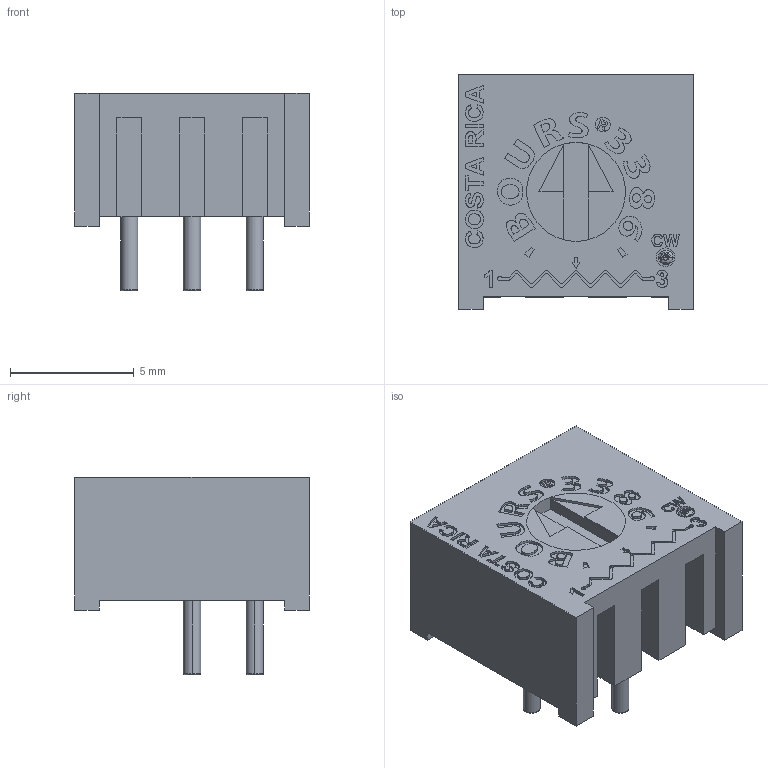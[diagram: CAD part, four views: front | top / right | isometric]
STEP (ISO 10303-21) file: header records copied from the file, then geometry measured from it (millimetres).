
FILE_DESCRIPTION(('FreeCAD Model'),'2;1');
FILE_NAME('Open CASCADE Shape Model','2024-10-21T11:52:40',(''),(''), 'Open CASCADE STEP processor 7.6','FreeCAD','Unknown');
FILE_SCHEMA(('AUTOMOTIVE_DESIGN { 1 0 10303 214 1 1 1 1 }'));
Length unit declared in the file: millimetre
Products named in the file (1): 3386P
Bounding box: 9.5 x 9.5 x 8 mm (x, y, z)
Volume: 419.4 mm3; surface area: 444.4 mm2
Topology: 1 solids, 1 shells, 609 faces, 1636 edges, 1086 vertices
Faces by surface type: plane 338, bspline 222, cylinder 41, torus 6, revolution 2
Entity records: 34900 total; most frequent: CARTESIAN_POINT 16782, ORIENTED_EDGE 3272, DIRECTION 2068, EDGE_CURVE 1636, LINE 1090, VECTOR 1090, VERTEX_POINT 1086, FACE_BOUND 666
